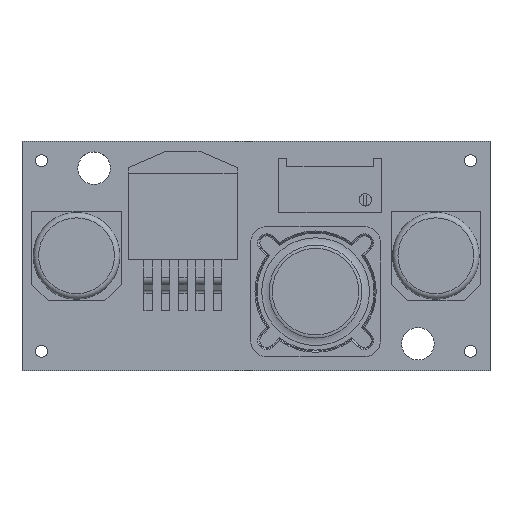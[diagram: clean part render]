
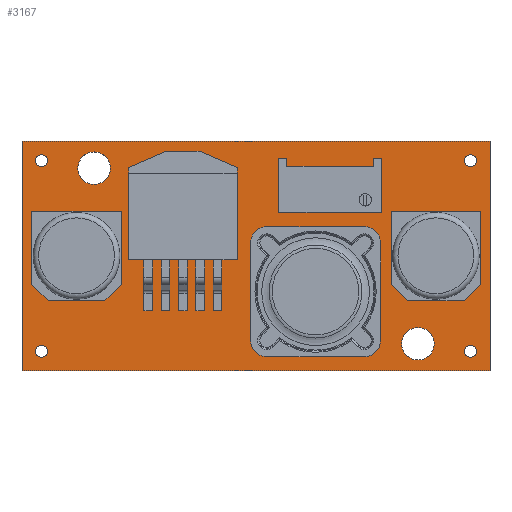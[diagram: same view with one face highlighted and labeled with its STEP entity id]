
A CAD part, top view. The second image highlights one B-rep face of the part: STEP entity #3167.
In plain terms, the highlighted planar face has unit normal (0, 0, 1).
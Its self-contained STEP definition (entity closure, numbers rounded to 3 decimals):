
#120=FACE_BOUND('',#460,.T.);
#121=FACE_BOUND('',#461,.T.);
#122=FACE_BOUND('',#462,.T.);
#123=FACE_BOUND('',#463,.T.);
#124=FACE_BOUND('',#464,.T.);
#125=FACE_BOUND('',#465,.T.);
#138=PLANE('',#3448);
#264=FACE_OUTER_BOUND('',#459,.T.);
#459=EDGE_LOOP('',(#2221,#2222,#2223,#2224));
#460=EDGE_LOOP('',(#2225));
#461=EDGE_LOOP('',(#2226));
#462=EDGE_LOOP('',(#2227));
#463=EDGE_LOOP('',(#2228));
#464=EDGE_LOOP('',(#2229));
#465=EDGE_LOOP('',(#2230));
#666=LINE('',#4803,#980);
#669=LINE('',#4809,#983);
#672=LINE('',#4815,#986);
#675=LINE('',#4819,#989);
#980=VECTOR('',#3814,10.);
#983=VECTOR('',#3819,10.);
#986=VECTOR('',#3824,10.);
#989=VECTOR('',#3829,10.);
#1287=CIRCLE('',#3428,1.5);
#1289=CIRCLE('',#3431,1.5);
#1291=CIRCLE('',#3434,0.55);
#1293=CIRCLE('',#3437,0.55);
#1295=CIRCLE('',#3440,0.55);
#1297=CIRCLE('',#3443,0.55);
#1419=VERTEX_POINT('',#4763);
#1421=VERTEX_POINT('',#4769);
#1423=VERTEX_POINT('',#4775);
#1425=VERTEX_POINT('',#4781);
#1427=VERTEX_POINT('',#4787);
#1429=VERTEX_POINT('',#4793);
#1432=VERTEX_POINT('',#4800);
#1433=VERTEX_POINT('',#4802);
#1435=VERTEX_POINT('',#4808);
#1437=VERTEX_POINT('',#4814);
#1721=EDGE_CURVE('',#1419,#1419,#1287,.T.);
#1724=EDGE_CURVE('',#1421,#1421,#1289,.T.);
#1727=EDGE_CURVE('',#1423,#1423,#1291,.T.);
#1730=EDGE_CURVE('',#1425,#1425,#1293,.T.);
#1733=EDGE_CURVE('',#1427,#1427,#1295,.T.);
#1736=EDGE_CURVE('',#1429,#1429,#1297,.T.);
#1739=EDGE_CURVE('',#1433,#1432,#666,.T.);
#1742=EDGE_CURVE('',#1435,#1433,#669,.T.);
#1745=EDGE_CURVE('',#1437,#1435,#672,.T.);
#1748=EDGE_CURVE('',#1432,#1437,#675,.T.);
#2221=ORIENTED_EDGE('',*,*,#1748,.T.);
#2222=ORIENTED_EDGE('',*,*,#1745,.T.);
#2223=ORIENTED_EDGE('',*,*,#1742,.T.);
#2224=ORIENTED_EDGE('',*,*,#1739,.T.);
#2225=ORIENTED_EDGE('',*,*,#1721,.T.);
#2226=ORIENTED_EDGE('',*,*,#1724,.T.);
#2227=ORIENTED_EDGE('',*,*,#1727,.T.);
#2228=ORIENTED_EDGE('',*,*,#1730,.T.);
#2229=ORIENTED_EDGE('',*,*,#1733,.T.);
#2230=ORIENTED_EDGE('',*,*,#1736,.T.);
#3167=ADVANCED_FACE('',(#264,#120,#121,#122,#123,#124,#125),#138,.T.);
#3428=AXIS2_PLACEMENT_3D('',#4765,#3773,#3774);
#3431=AXIS2_PLACEMENT_3D('',#4771,#3780,#3781);
#3434=AXIS2_PLACEMENT_3D('',#4777,#3787,#3788);
#3437=AXIS2_PLACEMENT_3D('',#4783,#3794,#3795);
#3440=AXIS2_PLACEMENT_3D('',#4789,#3801,#3802);
#3443=AXIS2_PLACEMENT_3D('',#4795,#3808,#3809);
#3448=AXIS2_PLACEMENT_3D('',#4820,#3830,#3831);
#3773=DIRECTION('center_axis',(0.,0.,-1.));
#3774=DIRECTION('ref_axis',(-1.,0.,0.));
#3780=DIRECTION('center_axis',(0.,0.,-1.));
#3781=DIRECTION('ref_axis',(-1.,0.,0.));
#3787=DIRECTION('center_axis',(0.,0.,-1.));
#3788=DIRECTION('ref_axis',(-1.,0.,0.));
#3794=DIRECTION('center_axis',(0.,0.,-1.));
#3795=DIRECTION('ref_axis',(-1.,0.,0.));
#3801=DIRECTION('center_axis',(0.,0.,-1.));
#3802=DIRECTION('ref_axis',(-1.,0.,0.));
#3808=DIRECTION('center_axis',(0.,0.,-1.));
#3809=DIRECTION('ref_axis',(-1.,0.,0.));
#3814=DIRECTION('',(-1.,0.,0.));
#3819=DIRECTION('',(0.,1.,0.));
#3824=DIRECTION('',(1.,0.,0.));
#3829=DIRECTION('',(0.,-1.,0.));
#3830=DIRECTION('center_axis',(0.,0.,1.));
#3831=DIRECTION('ref_axis',(1.,0.,0.));
#4763=CARTESIAN_POINT('',(8.154,18.7,1.6));
#4765=CARTESIAN_POINT('Origin',(6.654,18.7,1.6));
#4769=CARTESIAN_POINT('',(38.046,2.5,1.6));
#4771=CARTESIAN_POINT('Origin',(36.546,2.5,1.6));
#4775=CARTESIAN_POINT('',(2.35,19.4,1.6));
#4777=CARTESIAN_POINT('Origin',(1.8,19.4,1.6));
#4781=CARTESIAN_POINT('',(2.35,1.8,1.6));
#4783=CARTESIAN_POINT('Origin',(1.8,1.8,1.6));
#4787=CARTESIAN_POINT('',(41.95,1.8,1.6));
#4789=CARTESIAN_POINT('Origin',(41.4,1.8,1.6));
#4793=CARTESIAN_POINT('',(41.95,19.4,1.6));
#4795=CARTESIAN_POINT('Origin',(41.4,19.4,1.6));
#4800=CARTESIAN_POINT('',(0.,21.2,1.6));
#4802=CARTESIAN_POINT('',(43.2,21.2,1.6));
#4803=CARTESIAN_POINT('',(43.2,21.2,1.6));
#4808=CARTESIAN_POINT('',(43.2,0.,1.6));
#4809=CARTESIAN_POINT('',(43.2,0.,1.6));
#4814=CARTESIAN_POINT('',(0.,0.,1.6));
#4815=CARTESIAN_POINT('',(0.,0.,1.6));
#4819=CARTESIAN_POINT('',(0.,21.2,1.6));
#4820=CARTESIAN_POINT('Origin',(21.6,10.6,1.6));
